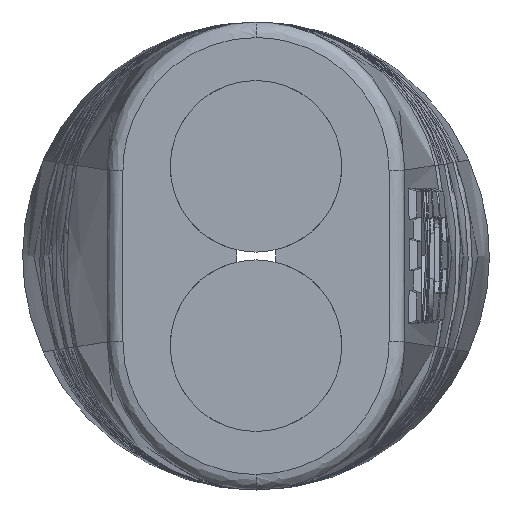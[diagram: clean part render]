
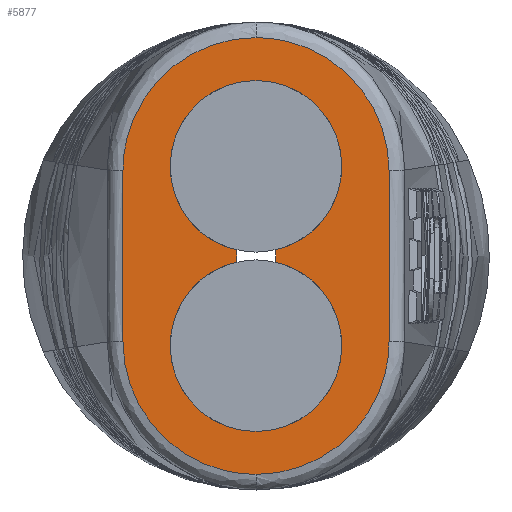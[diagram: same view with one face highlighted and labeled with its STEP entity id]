
A CAD part, front view. The second image highlights one B-rep face of the part: STEP entity #5877.
In plain terms, the highlighted planar face has unit normal (0, -1, 0).
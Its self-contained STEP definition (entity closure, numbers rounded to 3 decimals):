
#491=CARTESIAN_POINT('',(-1.15,-28.,0.));
#492=DIRECTION('',(0.,-1.,0.));
#493=DIRECTION('',(0.974,0.,0.227));
#494=AXIS2_PLACEMENT_3D('',#491,#492,#493);
#496=DIRECTION('',(1.,0.,0.));
#497=VECTOR('',#496,0.158);
#498=CARTESIAN_POINT('',(-0.079,-28.,-0.25));
#499=LINE('',#498,#497);
#500=CARTESIAN_POINT('',(1.15,-28.,0.));
#501=DIRECTION('',(0.,-1.,0.));
#502=DIRECTION('',(-0.974,0.,-0.227));
#503=AXIS2_PLACEMENT_3D('',#500,#501,#502);
#505=DIRECTION('',(-1.,0.,0.));
#506=VECTOR('',#505,0.158);
#507=CARTESIAN_POINT('',(0.079,-28.,0.25));
#508=LINE('',#507,#506);
#509=CARTESIAN_POINT('',(-2.8,-28.,0.));
#510=CARTESIAN_POINT('',(-2.8,-28.,-0.096));
#511=CARTESIAN_POINT('',(-2.784,-28.,-0.284));
#512=CARTESIAN_POINT('',(-2.716,-28.,-0.554));
#513=CARTESIAN_POINT('',(-2.596,-28.,-0.827));
#514=CARTESIAN_POINT('',(-2.432,-28.,-1.073));
#515=CARTESIAN_POINT('',(-2.225,-28.,-1.288));
#516=CARTESIAN_POINT('',(-1.993,-28.,-1.46));
#517=CARTESIAN_POINT('',(-1.728,-28.,-1.594));
#518=CARTESIAN_POINT('',(-1.426,-28.,-1.683));
#519=CARTESIAN_POINT('',(-1.212,-28.,-1.706));
#520=CARTESIAN_POINT('',(-1.1,-28.,-1.706));
#522=CARTESIAN_POINT('',(-1.1,-28.,1.706));
#523=CARTESIAN_POINT('',(-1.194,-28.,1.706));
#524=CARTESIAN_POINT('',(-1.379,-28.,1.689));
#525=CARTESIAN_POINT('',(-1.647,-28.,1.622));
#526=CARTESIAN_POINT('',(-1.919,-28.,1.503));
#527=CARTESIAN_POINT('',(-2.165,-28.,1.339));
#528=CARTESIAN_POINT('',(-2.381,-28.,1.133));
#529=CARTESIAN_POINT('',(-2.554,-28.,0.899));
#530=CARTESIAN_POINT('',(-2.689,-28.,0.63));
#531=CARTESIAN_POINT('',(-2.779,-28.,0.326));
#532=CARTESIAN_POINT('',(-2.8,-28.,0.111));
#533=CARTESIAN_POINT('',(-2.8,-28.,0.));
#535=CARTESIAN_POINT('',(1.1,-28.,1.706));
#536=CARTESIAN_POINT('',(0.827,-28.,1.707));
#537=CARTESIAN_POINT('',(0.299,-28.,1.708));
#538=CARTESIAN_POINT('',(-0.435,-28.,1.708));
#539=CARTESIAN_POINT('',(-0.885,-28.,1.707));
#540=CARTESIAN_POINT('',(-1.1,-28.,1.706));
#542=CARTESIAN_POINT('',(2.8,-28.,0.));
#543=CARTESIAN_POINT('',(2.8,-28.,0.095));
#544=CARTESIAN_POINT('',(2.784,-28.,0.283));
#545=CARTESIAN_POINT('',(2.716,-28.,0.553));
#546=CARTESIAN_POINT('',(2.596,-28.,0.827));
#547=CARTESIAN_POINT('',(2.432,-28.,1.072));
#548=CARTESIAN_POINT('',(2.226,-28.,1.288));
#549=CARTESIAN_POINT('',(1.994,-28.,1.459));
#550=CARTESIAN_POINT('',(1.728,-28.,1.594));
#551=CARTESIAN_POINT('',(1.426,-28.,1.683));
#552=CARTESIAN_POINT('',(1.212,-28.,1.706));
#553=CARTESIAN_POINT('',(1.1,-28.,1.706));
#555=CARTESIAN_POINT('',(1.1,-28.,-1.706));
#556=CARTESIAN_POINT('',(1.194,-28.,-1.706));
#557=CARTESIAN_POINT('',(1.381,-28.,-1.689));
#558=CARTESIAN_POINT('',(1.648,-28.,-1.622));
#559=CARTESIAN_POINT('',(1.92,-28.,-1.503));
#560=CARTESIAN_POINT('',(2.165,-28.,-1.339));
#561=CARTESIAN_POINT('',(2.382,-28.,-1.132));
#562=CARTESIAN_POINT('',(2.554,-28.,-0.898));
#563=CARTESIAN_POINT('',(2.689,-28.,-0.63));
#564=CARTESIAN_POINT('',(2.779,-28.,-0.326));
#565=CARTESIAN_POINT('',(2.8,-28.,-0.112));
#566=CARTESIAN_POINT('',(2.8,-28.,0.));
#568=CARTESIAN_POINT('',(-1.1,-28.,-1.706));
#569=CARTESIAN_POINT('',(-0.827,-28.,-1.707));
#570=CARTESIAN_POINT('',(-0.299,-28.,-1.708));
#571=CARTESIAN_POINT('',(0.435,-28.,-1.708));
#572=CARTESIAN_POINT('',(0.885,-28.,-1.707));
#573=CARTESIAN_POINT('',(1.1,-28.,-1.706));
#5677=CARTESIAN_POINT('',(-0.079,-28.,0.25));
#5678=CARTESIAN_POINT('',(-0.079,-28.,-0.25));
#5679=VERTEX_POINT('',#5677);
#5680=VERTEX_POINT('',#5678);
#5681=CARTESIAN_POINT('',(0.079,-28.,-0.25));
#5682=VERTEX_POINT('',#5681);
#5683=CARTESIAN_POINT('',(0.079,-28.,0.25));
#5684=VERTEX_POINT('',#5683);
#5693=VERTEX_POINT('',#509);
#5694=VERTEX_POINT('',#520);
#5697=VERTEX_POINT('',#573);
#5699=VERTEX_POINT('',#566);
#5701=VERTEX_POINT('',#553);
#5703=VERTEX_POINT('',#540);
#5848=CARTESIAN_POINT('',(0.,-28.,0.));
#5849=DIRECTION('',(0.,1.,0.));
#5850=DIRECTION('',(0.,0.,-1.));
#5851=AXIS2_PLACEMENT_3D('',#5848,#5849,#5850);
#5852=PLANE('',#5851);
#5854=ORIENTED_EDGE('',*,*,#5853,.F.);
#5856=ORIENTED_EDGE('',*,*,#5855,.F.);
#5858=ORIENTED_EDGE('',*,*,#5857,.F.);
#5860=ORIENTED_EDGE('',*,*,#5859,.F.);
#5862=ORIENTED_EDGE('',*,*,#5861,.F.);
#5864=ORIENTED_EDGE('',*,*,#5863,.F.);
#5865=EDGE_LOOP('',(#5854,#5856,#5858,#5860,#5862,#5864));
#5866=FACE_OUTER_BOUND('',#5865,.F.);
#5868=ORIENTED_EDGE('',*,*,#5867,.T.);
#5870=ORIENTED_EDGE('',*,*,#5869,.T.);
#5872=ORIENTED_EDGE('',*,*,#5871,.T.);
#5874=ORIENTED_EDGE('',*,*,#5873,.T.);
#5875=EDGE_LOOP('',(#5868,#5870,#5872,#5874));
#5876=FACE_BOUND('',#5875,.F.);
#5877=ADVANCED_FACE('',(#5866,#5876),#5852,.F.);
#495=CIRCLE('',#494,1.1);
#504=CIRCLE('',#503,1.1);
#521=B_SPLINE_CURVE_WITH_KNOTS('',3,(#509,#510,#511,#512,#513,#514,#515,#516,
#517,#518,#519,#520),.UNSPECIFIED.,.F.,.F.,(4,1,1,1,1,1,1,1,1,4),(0.,
0.111,0.222,0.333,0.444,
0.556,0.667,0.778,0.889,1.),
.UNSPECIFIED.);
#534=B_SPLINE_CURVE_WITH_KNOTS('',3,(#522,#523,#524,#525,#526,#527,#528,#529,
#530,#531,#532,#533),.UNSPECIFIED.,.F.,.F.,(4,1,1,1,1,1,1,1,1,4),(0.,
0.111,0.222,0.333,0.444,
0.556,0.667,0.778,0.889,1.),
.UNSPECIFIED.);
#541=B_SPLINE_CURVE_WITH_KNOTS('',3,(#535,#536,#537,#538,#539,#540),
.UNSPECIFIED.,.F.,.F.,(4,1,1,4),(0.,0.333,0.667,1.),
.UNSPECIFIED.);
#554=B_SPLINE_CURVE_WITH_KNOTS('',3,(#542,#543,#544,#545,#546,#547,#548,#549,
#550,#551,#552,#553),.UNSPECIFIED.,.F.,.F.,(4,1,1,1,1,1,1,1,1,4),(0.,
0.111,0.222,0.333,0.444,
0.556,0.667,0.778,0.889,1.),
.UNSPECIFIED.);
#567=B_SPLINE_CURVE_WITH_KNOTS('',3,(#555,#556,#557,#558,#559,#560,#561,#562,
#563,#564,#565,#566),.UNSPECIFIED.,.F.,.F.,(4,1,1,1,1,1,1,1,1,4),(0.,
0.111,0.222,0.333,0.444,
0.556,0.667,0.778,0.889,1.),
.UNSPECIFIED.);
#574=B_SPLINE_CURVE_WITH_KNOTS('',3,(#568,#569,#570,#571,#572,#573),
.UNSPECIFIED.,.F.,.F.,(4,1,1,4),(0.,0.333,0.667,1.),
.UNSPECIFIED.);
#5853=EDGE_CURVE('',#5693,#5694,#521,.T.);
#5855=EDGE_CURVE('',#5703,#5693,#534,.T.);
#5857=EDGE_CURVE('',#5701,#5703,#541,.T.);
#5859=EDGE_CURVE('',#5699,#5701,#554,.T.);
#5861=EDGE_CURVE('',#5697,#5699,#567,.T.);
#5863=EDGE_CURVE('',#5694,#5697,#574,.T.);
#5867=EDGE_CURVE('',#5679,#5680,#495,.T.);
#5869=EDGE_CURVE('',#5680,#5682,#499,.T.);
#5871=EDGE_CURVE('',#5682,#5684,#504,.T.);
#5873=EDGE_CURVE('',#5684,#5679,#508,.T.);
